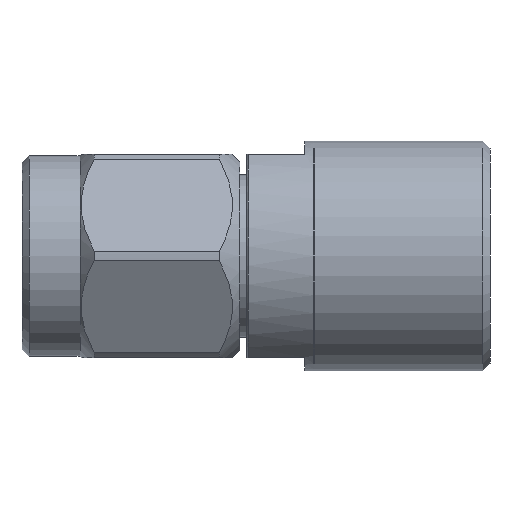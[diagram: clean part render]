
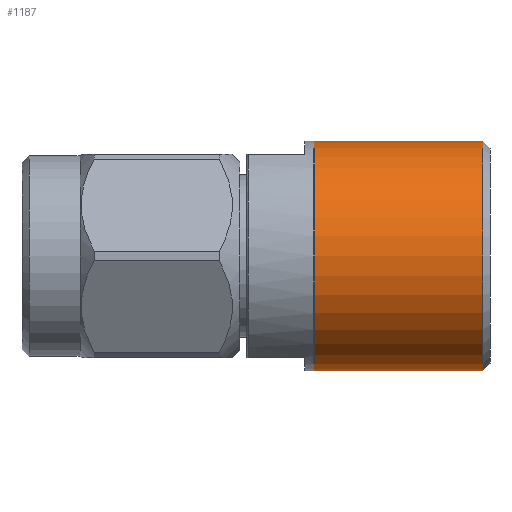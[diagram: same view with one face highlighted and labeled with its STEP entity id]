
A CAD part, front view. The second image highlights one B-rep face of the part: STEP entity #1187.
In plain terms, the highlighted cylindrical face has radius 7.9 mm (diameter 15.8 mm), a partial arc.
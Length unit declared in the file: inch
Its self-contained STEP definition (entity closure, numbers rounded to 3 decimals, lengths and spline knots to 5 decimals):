
#118 = EDGE_CURVE ( 'NONE', #1836, #1652, #1966, .T. ) ;
#127 = FACE_OUTER_BOUND ( 'NONE', #1274, .T. ) ;
#231 = CARTESIAN_POINT ( 'NONE',  ( 1.25, 0., 0. ) ) ;
#326 = CARTESIAN_POINT ( 'NONE',  ( 1.33317, 0., 0. ) ) ;
#427 = AXIS2_PLACEMENT_3D ( 'NONE', #326, #840, #1814 ) ;
#565 = ORIENTED_EDGE ( 'NONE', *, *, #1299, .T. ) ;
#629 = CIRCLE ( 'NONE', #802, 0.31102 ) ;
#632 = ORIENTED_EDGE ( 'NONE', *, *, #757, .T. ) ;
#693 = CARTESIAN_POINT ( 'NONE',  ( 0.79331, 0., 0. ) ) ;
#704 = DIRECTION ( 'NONE',  ( 0., 0., 1. ) ) ;
#732 = LINE ( 'NONE', #1073, #821 ) ;
#757 = EDGE_CURVE ( 'NONE', #1836, #1812, #629, .T. ) ;
#802 = AXIS2_PLACEMENT_3D ( 'NONE', #231, #2102, #907 ) ;
#809 = ORIENTED_EDGE ( 'NONE', *, *, #1443, .T. ) ;
#821 = VECTOR ( 'NONE', #1600, 39.37008 ) ;
#840 = DIRECTION ( 'NONE',  ( -1., 0., 0. ) ) ;
#907 = DIRECTION ( 'NONE',  ( 0., 0., 1. ) ) ;
#1040 = VECTOR ( 'NONE', #1151, 39.37008 ) ;
#1073 = CARTESIAN_POINT ( 'NONE',  ( 1.33317, 0., 0.31102 ) ) ;
#1151 = DIRECTION ( 'NONE',  ( -1., 0., 0. ) ) ;
#1168 = CIRCLE ( 'NONE', #2003, 0.31102 ) ;
#1175 = ORIENTED_EDGE ( 'NONE', *, *, #118, .F. ) ;
#1176 = DIRECTION ( 'NONE',  ( 1., 0., 0. ) ) ;
#1187 = ADVANCED_FACE ( 'NONE', ( #127 ), #1851, .T. ) ;
#1274 = EDGE_LOOP ( 'NONE', ( #1175, #632, #809, #565 ) ) ;
#1299 = EDGE_CURVE ( 'NONE', #1302, #1652, #1168, .T. ) ;
#1301 = CARTESIAN_POINT ( 'NONE',  ( 1.33317, 0., -0.31102 ) ) ;
#1302 = VERTEX_POINT ( 'NONE', #1366 ) ;
#1366 = CARTESIAN_POINT ( 'NONE',  ( 0.79331, 0., 0.31102 ) ) ;
#1443 = EDGE_CURVE ( 'NONE', #1812, #1302, #732, .T. ) ;
#1506 = CARTESIAN_POINT ( 'NONE',  ( 1.25, 0., 0.31102 ) ) ;
#1545 = CARTESIAN_POINT ( 'NONE',  ( 1.25, 0., -0.31102 ) ) ;
#1600 = DIRECTION ( 'NONE',  ( -1., 0., 0. ) ) ;
#1652 = VERTEX_POINT ( 'NONE', #1975 ) ;
#1812 = VERTEX_POINT ( 'NONE', #1506 ) ;
#1814 = DIRECTION ( 'NONE',  ( 0., 0., 1. ) ) ;
#1836 = VERTEX_POINT ( 'NONE', #1545 ) ;
#1851 = CYLINDRICAL_SURFACE ( 'NONE', #427, 0.31102 ) ;
#1966 = LINE ( 'NONE', #1301, #1040 ) ;
#1975 = CARTESIAN_POINT ( 'NONE',  ( 0.79331, 0., -0.31102 ) ) ;
#2003 = AXIS2_PLACEMENT_3D ( 'NONE', #693, #1176, #704 ) ;
#2102 = DIRECTION ( 'NONE',  ( -1., 0., 0. ) ) ;
